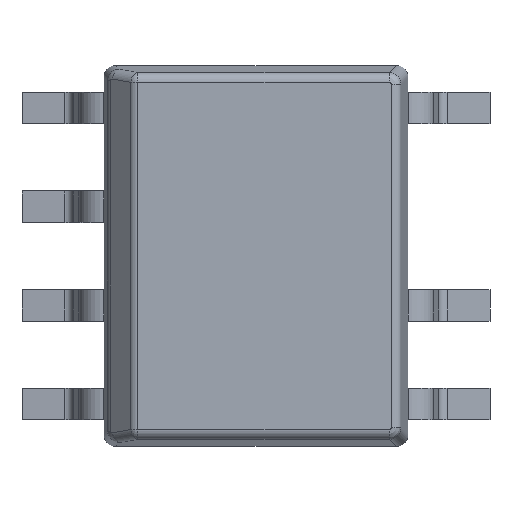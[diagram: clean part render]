
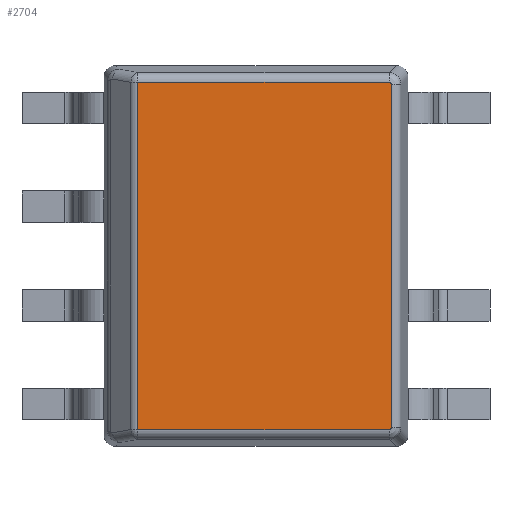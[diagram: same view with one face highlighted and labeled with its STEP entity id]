
A CAD part, top view. The second image highlights one B-rep face of the part: STEP entity #2704.
In plain terms, the highlighted face is planar.
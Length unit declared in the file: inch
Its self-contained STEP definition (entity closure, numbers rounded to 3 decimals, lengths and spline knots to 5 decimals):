
#629=DIRECTION('',(0.,0.,1.));
#630=VECTOR('',#629,0.1274);
#631=CARTESIAN_POINT('',(-0.08798,0.0245,-0.0599));
#632=LINE('',#631,#630);
#903=DIRECTION('',(1.,0.,0.));
#904=VECTOR('',#903,0.174);
#905=CARTESIAN_POINT('',(-0.087,0.0245,0.06848));
#906=LINE('',#905,#904);
#937=CARTESIAN_POINT('',(0.08798,0.0245,0.0675));
#938=CARTESIAN_POINT('',(0.08798,0.0245,0.06753));
#939=CARTESIAN_POINT('',(0.08798,0.0245,0.06758));
#940=CARTESIAN_POINT('',(0.08797,0.0245,0.06766));
#941=CARTESIAN_POINT('',(0.08796,0.0245,0.06773));
#942=CARTESIAN_POINT('',(0.08794,0.0245,0.06781));
#943=CARTESIAN_POINT('',(0.08791,0.0245,0.06788));
#944=CARTESIAN_POINT('',(0.08788,0.0245,0.06795));
#945=CARTESIAN_POINT('',(0.08784,0.0245,0.06802));
#946=CARTESIAN_POINT('',(0.0878,0.0245,0.06808));
#947=CARTESIAN_POINT('',(0.08775,0.0245,0.06814));
#948=CARTESIAN_POINT('',(0.0877,0.0245,0.0682));
#949=CARTESIAN_POINT('',(0.08764,0.0245,0.06825));
#950=CARTESIAN_POINT('',(0.08758,0.0245,0.0683));
#951=CARTESIAN_POINT('',(0.08752,0.0245,0.06834));
#952=CARTESIAN_POINT('',(0.08745,0.0245,0.06838));
#953=CARTESIAN_POINT('',(0.08738,0.0245,0.06841));
#954=CARTESIAN_POINT('',(0.08731,0.0245,0.06844));
#955=CARTESIAN_POINT('',(0.08723,0.0245,0.06846));
#956=CARTESIAN_POINT('',(0.08716,0.0245,0.06847));
#957=CARTESIAN_POINT('',(0.08708,0.0245,0.06848));
#958=CARTESIAN_POINT('',(0.08703,0.0245,0.06848));
#959=CARTESIAN_POINT('',(0.087,0.0245,0.06848));
#964=CARTESIAN_POINT('',(-0.087,0.0245,0.06848));
#965=CARTESIAN_POINT('',(-0.08703,0.0245,0.06848));
#966=CARTESIAN_POINT('',(-0.08708,0.0245,0.06848));
#967=CARTESIAN_POINT('',(-0.08716,0.0245,0.06847));
#968=CARTESIAN_POINT('',(-0.08723,0.0245,0.06846));
#969=CARTESIAN_POINT('',(-0.08731,0.0245,0.06844));
#970=CARTESIAN_POINT('',(-0.08738,0.0245,0.06841));
#971=CARTESIAN_POINT('',(-0.08745,0.0245,0.06838));
#972=CARTESIAN_POINT('',(-0.08752,0.0245,0.06834));
#973=CARTESIAN_POINT('',(-0.08758,0.0245,0.0683));
#974=CARTESIAN_POINT('',(-0.08764,0.0245,0.06825));
#975=CARTESIAN_POINT('',(-0.0877,0.0245,0.0682));
#976=CARTESIAN_POINT('',(-0.08775,0.0245,0.06814));
#977=CARTESIAN_POINT('',(-0.0878,0.0245,0.06808));
#978=CARTESIAN_POINT('',(-0.08784,0.0245,0.06802));
#979=CARTESIAN_POINT('',(-0.08788,0.0245,0.06795));
#980=CARTESIAN_POINT('',(-0.08791,0.0245,0.06788));
#981=CARTESIAN_POINT('',(-0.08794,0.0245,0.06781));
#982=CARTESIAN_POINT('',(-0.08796,0.0245,0.06773));
#983=CARTESIAN_POINT('',(-0.08797,0.0245,0.06766));
#984=CARTESIAN_POINT('',(-0.08798,0.0245,0.06758));
#985=CARTESIAN_POINT('',(-0.08798,0.0245,0.06753));
#986=CARTESIAN_POINT('',(-0.08798,0.0245,0.0675));
#991=DIRECTION('',(1.,0.,0.));
#992=VECTOR('',#991,0.17597);
#993=CARTESIAN_POINT('',(-0.08798,0.0245,-0.0599));
#994=LINE('',#993,#992);
#1091=DIRECTION('',(0.,0.,-1.));
#1092=VECTOR('',#1091,0.1274);
#1093=CARTESIAN_POINT('',(0.08798,0.0245,0.0675));
#1094=LINE('',#1093,#1092);
#1447=CARTESIAN_POINT('',(-0.08798,0.0245,-0.0599));
#1448=CARTESIAN_POINT('',(0.08798,0.0245,-0.0599));
#1449=VERTEX_POINT('',#1447);
#1450=VERTEX_POINT('',#1448);
#1481=CARTESIAN_POINT('',(0.087,0.0245,0.06848));
#1482=VERTEX_POINT('',#1481);
#1483=VERTEX_POINT('',#937);
#1490=CARTESIAN_POINT('',(-0.08798,0.0245,0.0675));
#1491=VERTEX_POINT('',#1490);
#1492=VERTEX_POINT('',#964);
#2689=CARTESIAN_POINT('',(0.,0.0245,0.));
#2690=DIRECTION('',(0.,1.,0.));
#2691=DIRECTION('',(1.,0.,0.));
#2692=AXIS2_PLACEMENT_3D('',#2689,#2690,#2691);
#2693=PLANE('',#2692);
#2694=ORIENTED_EDGE('',*,*,#2681,.T.);
#2695=ORIENTED_EDGE('',*,*,#2574,.F.);
#2696=ORIENTED_EDGE('',*,*,#2202,.T.);
#2697=ORIENTED_EDGE('',*,*,#2219,.F.);
#2699=ORIENTED_EDGE('',*,*,#2698,.T.);
#2701=ORIENTED_EDGE('',*,*,#2700,.F.);
#2702=EDGE_LOOP('',(#2694,#2695,#2696,#2697,#2699,#2701));
#2703=FACE_OUTER_BOUND('',#2702,.F.);
#960=B_SPLINE_CURVE_WITH_KNOTS('',3,(#937,#938,#939,#940,#941,#942,#943,#944,
#945,#946,#947,#948,#949,#950,#951,#952,#953,#954,#955,#956,#957,#958,#959),
.UNSPECIFIED.,.F.,.F.,(4,1,1,1,1,1,1,1,1,1,1,1,1,1,1,1,1,1,1,1,4),(0.,0.05,
0.1,0.15,0.2,0.25,0.3,0.35,0.4,0.45,0.5,0.55,0.6,0.65,
0.7,0.75,0.8,0.85,0.9,0.95,1.),.UNSPECIFIED.);
#987=B_SPLINE_CURVE_WITH_KNOTS('',3,(#964,#965,#966,#967,#968,#969,#970,#971,
#972,#973,#974,#975,#976,#977,#978,#979,#980,#981,#982,#983,#984,#985,#986),
.UNSPECIFIED.,.F.,.F.,(4,1,1,1,1,1,1,1,1,1,1,1,1,1,1,1,1,1,1,1,4),(0.,0.05,
0.1,0.15,0.2,0.25,0.3,0.35,0.4,0.45,0.5,0.55,0.6,0.65,
0.7,0.75,0.8,0.85,0.9,0.95,1.),.UNSPECIFIED.);
#2202=EDGE_CURVE('',#1492,#1491,#987,.T.);
#2219=EDGE_CURVE('',#1449,#1491,#632,.T.);
#2574=EDGE_CURVE('',#1492,#1482,#906,.T.);
#2681=EDGE_CURVE('',#1483,#1482,#960,.T.);
#2698=EDGE_CURVE('',#1449,#1450,#994,.T.);
#2700=EDGE_CURVE('',#1483,#1450,#1094,.T.);
#2704=ADVANCED_FACE('',(#2703),#2693,.T.);
